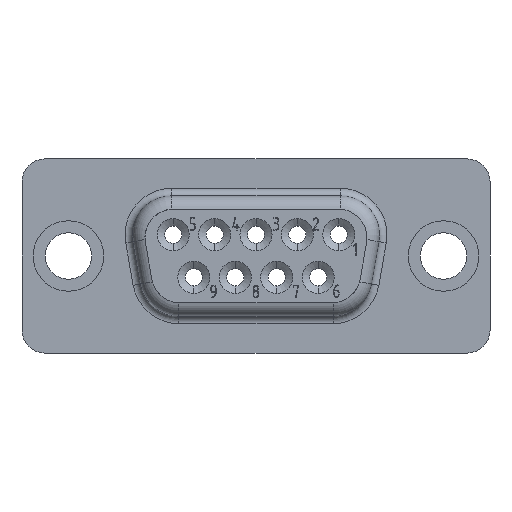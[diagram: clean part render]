
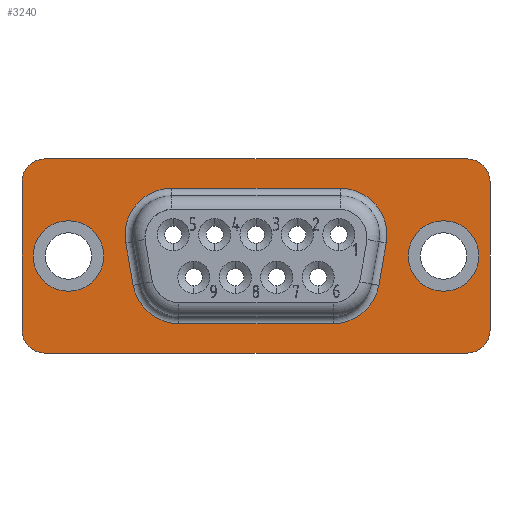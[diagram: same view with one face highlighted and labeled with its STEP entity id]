
A CAD part, front view. The second image highlights one B-rep face of the part: STEP entity #3240.
In plain terms, the highlighted face is planar.
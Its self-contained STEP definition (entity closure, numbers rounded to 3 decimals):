
#120=CARTESIAN_POINT('',(-215.936,202.387,0.66));
#130=VERTEX_POINT('',#120);
#160=CARTESIAN_POINT('',(-215.936,204.737,0.66));
#170=DIRECTION('',(0.,0.,1.));
#180=DIRECTION('',(0.,-1.,0.));
#190=AXIS2_PLACEMENT_3D('',#160,#170,#180);
#200=CIRCLE('',#190,2.35);
#210=CARTESIAN_POINT('',(-215.936,207.087,0.66));
#220=VERTEX_POINT('',#210);
#230=EDGE_CURVE('',#220,#130,#200,.T.);
#920=CARTESIAN_POINT('',(-209.471,206.332,0.66));
#930=VERTEX_POINT('',#920);
#1100=CARTESIAN_POINT('',(-209.471,178.142,0.66));
#1110=VERTEX_POINT('',#1100);
#1140=CARTESIAN_POINT('',(-209.471,175.246,0.66
));
#1150=DIRECTION('',(0.,-1.,0.));
#1160=VECTOR('',#1150,1.);
#1170=LINE('',#1140,#1160);
#1180=EDGE_CURVE('',#930,#1110,#1170,.T.);
#1350=CARTESIAN_POINT('',(-194.125,176.642,0.66
));
#1360=DIRECTION('',(-1.,0.,0.));
#1370=VECTOR('',#1360,1.);
#1380=LINE('',#1350,#1370);
#1390=CARTESIAN_POINT('',(-210.971,176.642,0.66));
#1400=VERTEX_POINT('',#1390);
#1410=CARTESIAN_POINT('',(-220.901,176.642,0.66));
#1420=VERTEX_POINT('',#1410);
#1430=EDGE_CURVE('',#1400,#1420,#1380,.T.);
#1770=CARTESIAN_POINT('',(-216.595,199.822,
0.66));
#1780=DIRECTION('',(0.,0.,1.));
#1790=DIRECTION('',(-1.,0.,0.));
#1800=AXIS2_PLACEMENT_3D('',#1770,#1780,#1790);
#1810=PLANE('',#1800);
#1820=CARTESIAN_POINT('',(-215.936,179.737,0.66));
#1830=DIRECTION('',(0.,0.,1.));
#1840=DIRECTION('',(0.,-1.,0.));
#1850=AXIS2_PLACEMENT_3D('',#1820,#1830,#1840);
#1860=CIRCLE('',#1850,2.35);
#1870=CARTESIAN_POINT('',(-215.936,177.387,0.66));
#1880=VERTEX_POINT('',#1870);
#1890=CARTESIAN_POINT('',(-215.936,182.087,0.66));
#1900=VERTEX_POINT('',#1890);
#1910=EDGE_CURVE('',#1880,#1900,#1860,.T.);
#1920=ORIENTED_EDGE('',*,*,#1910,.F.);
#1930=EDGE_CURVE('',#1900,#1880,#1860,.T.);
#1940=ORIENTED_EDGE('',*,*,#1930,.F.);
#1950=EDGE_LOOP('',(#1940,#1920));
#1960=FACE_BOUND('',#1950,.T.);
#1970=CARTESIAN_POINT('',(-214.526,186.607,0.66));
#1980=DIRECTION('',(0.,0.,1.));
#1990=DIRECTION('',(1.,0.,0.));
#2000=AXIS2_PLACEMENT_3D('',#1970,#1980,#1990);
#2010=CIRCLE('',#2000,3.1);
#2020=CARTESIAN_POINT('',(-215.064,183.554,
0.66));
#2030=VERTEX_POINT('',#2020);
#2040=CARTESIAN_POINT('',(-211.426,186.607,0.66));
#2050=VERTEX_POINT('',#2040);
#2060=EDGE_CURVE('',#2030,#2050,#2010,.T.);
#2070=ORIENTED_EDGE('',*,*,#2060,.F.);
#2080=CARTESIAN_POINT('',(-211.426,175.246,0.66
));
#2090=DIRECTION('',(0.,1.,0.));
#2100=VECTOR('',#2090,1.);
#2110=LINE('',#2080,#2100);
#2120=CARTESIAN_POINT('',(-211.426,197.867,0.66));
#2130=VERTEX_POINT('',#2120);
#2140=EDGE_CURVE('',#2050,#2130,#2110,.T.);
#2150=ORIENTED_EDGE('',*,*,#2140,.F.);
#2160=CARTESIAN_POINT('',(-214.526,197.867,0.66));
#2170=DIRECTION('',(0.,0.,1.));
#2180=DIRECTION('',(1.,0.,0.));
#2190=AXIS2_PLACEMENT_3D('',#2160,#2170,#2180);
#2200=CIRCLE('',#2190,3.1);
#2210=CARTESIAN_POINT('',(-215.064,200.92,
0.66));
#2220=VERTEX_POINT('',#2210);
#2230=EDGE_CURVE('',#2130,#2220,#2200,.T.);
#2240=ORIENTED_EDGE('',*,*,#2230,.F.);
#2250=CARTESIAN_POINT('',(-194.125,204.612,
0.66));
#2260=DIRECTION('',(0.985,0.174,0.));
#2270=VECTOR('',#2260,1.);
#2280=LINE('',#2250,#2270);
#2290=CARTESIAN_POINT('',(-217.884,200.423,
0.66));
#2300=VERTEX_POINT('',#2290);
#2310=EDGE_CURVE('',#2300,#2220,#2280,.T.);
#2320=ORIENTED_EDGE('',*,*,#2310,.T.);
#2330=CARTESIAN_POINT('',(-217.346,197.37,0.66
));
#2340=DIRECTION('',(0.,0.,-1.));
#2350=DIRECTION('',(-1.,0.,0.));
#2360=AXIS2_PLACEMENT_3D('',#2330,#2340,#2350);
#2370=CIRCLE('',#2360,3.1);
#2380=CARTESIAN_POINT('',(-220.446,197.37,0.66));
#2390=VERTEX_POINT('',#2380);
#2400=EDGE_CURVE('',#2390,#2300,#2370,.T.);
#2410=ORIENTED_EDGE('',*,*,#2400,.T.);
#2420=CARTESIAN_POINT('',(-220.446,175.246,0.66
));
#2430=DIRECTION('',(0.,-1.,0.));
#2440=VECTOR('',#2430,1.);
#2450=LINE('',#2420,#2440);
#2460=CARTESIAN_POINT('',(-220.446,187.105,0.66));
#2470=VERTEX_POINT('',#2460);
#2480=EDGE_CURVE('',#2390,#2470,#2450,.T.);
#2490=ORIENTED_EDGE('',*,*,#2480,.F.);
#2500=CARTESIAN_POINT('',(-217.346,187.105,0.66
));
#2510=DIRECTION('',(0.,0.,-1.));
#2520=DIRECTION('',(-1.,0.,0.));
#2530=AXIS2_PLACEMENT_3D('',#2500,#2510,#2520);
#2540=CIRCLE('',#2530,3.1);
#2550=CARTESIAN_POINT('',(-217.884,184.052,
0.66));
#2560=VERTEX_POINT('',#2550);
#2570=EDGE_CURVE('',#2560,#2470,#2540,.T.);
#2580=ORIENTED_EDGE('',*,*,#2570,.T.);
#2590=CARTESIAN_POINT('',(-194.125,179.862,
0.66));
#2600=DIRECTION('',(-0.985,0.174,0.));
#2610=VECTOR('',#2600,1.);
#2620=LINE('',#2590,#2610);
#2630=EDGE_CURVE('',#2030,#2560,#2620,.T.);
#2640=ORIENTED_EDGE('',*,*,#2630,.T.);
#2650=EDGE_LOOP('',(#2640,#2580,#2490,#2410,#2320,#2240,#2150,#2070));
#2660=FACE_BOUND('',#2650,.T.);
#2670=EDGE_CURVE('',#130,#220,#200,.T.);
#2680=ORIENTED_EDGE('',*,*,#2670,.F.);
#2690=ORIENTED_EDGE('',*,*,#230,.F.);
#2700=EDGE_LOOP('',(#2690,#2680));
#2710=FACE_BOUND('',#2700,.T.);
#2720=CARTESIAN_POINT('',(-220.901,206.332,0.66));
#2730=DIRECTION('',(0.,0.,1.));
#2740=DIRECTION('',(1.,0.,0.));
#2750=AXIS2_PLACEMENT_3D('',#2720,#2730,#2740);
#2760=CIRCLE('',#2750,1.5);
#2770=CARTESIAN_POINT('',(-220.901,207.832,0.66));
#2780=VERTEX_POINT('',#2770);
#2790=CARTESIAN_POINT('',(-222.401,206.332,0.66));
#2800=VERTEX_POINT('',#2790);
#2810=EDGE_CURVE('',#2780,#2800,#2760,.T.);
#2820=ORIENTED_EDGE('',*,*,#2810,.T.);
#2830=CARTESIAN_POINT('',(-194.125,207.832,0.66
));
#2840=DIRECTION('',(1.,0.,0.));
#2850=VECTOR('',#2840,1.);
#2860=LINE('',#2830,#2850);
#2870=CARTESIAN_POINT('',(-210.971,207.832,0.66));
#2880=VERTEX_POINT('',#2870);
#2890=EDGE_CURVE('',#2780,#2880,#2860,.T.);
#2900=ORIENTED_EDGE('',*,*,#2890,.F.);
#2910=CARTESIAN_POINT('',(-210.971,206.332,0.66));
#2920=DIRECTION('',(0.,0.,-1.));
#2930=DIRECTION('',(-1.,0.,0.));
#2940=AXIS2_PLACEMENT_3D('',#2910,#2920,#2930);
#2950=CIRCLE('',#2940,1.5);
#2960=EDGE_CURVE('',#2880,#930,#2950,.T.);
#2970=ORIENTED_EDGE('',*,*,#2960,.F.);
#2980=ORIENTED_EDGE('',*,*,#1180,.F.);
#2990=CARTESIAN_POINT('',(-210.971,178.142,0.66));
#3000=DIRECTION('',(0.,0.,1.));
#3010=DIRECTION('',(1.,0.,0.));
#3020=AXIS2_PLACEMENT_3D('',#2990,#3000,#3010);
#3030=CIRCLE('',#3020,1.5);
#3040=EDGE_CURVE('',#1400,#1110,#3030,.T.);
#3050=ORIENTED_EDGE('',*,*,#3040,.T.);
#3060=ORIENTED_EDGE('',*,*,#1430,.F.);
#3070=CARTESIAN_POINT('',(-220.901,178.142,0.66));
#3080=DIRECTION('',(0.,0.,-1.));
#3090=DIRECTION('',(-1.,0.,0.));
#3100=AXIS2_PLACEMENT_3D('',#3070,#3080,#3090);
#3110=CIRCLE('',#3100,1.5);
#3120=CARTESIAN_POINT('',(-222.401,178.142,0.66));
#3130=VERTEX_POINT('',#3120);
#3140=EDGE_CURVE('',#1420,#3130,#3110,.T.);
#3150=ORIENTED_EDGE('',*,*,#3140,.F.);
#3160=CARTESIAN_POINT('',(-222.401,175.246,0.66
));
#3170=DIRECTION('',(0.,-1.,0.));
#3180=VECTOR('',#3170,1.);
#3190=LINE('',#3160,#3180);
#3200=EDGE_CURVE('',#2800,#3130,#3190,.T.);
#3210=ORIENTED_EDGE('',*,*,#3200,.T.);
#3220=EDGE_LOOP('',(#3210,#3150,#3060,#3050,#2980,#2970,#2900,#2820));
#3230=FACE_OUTER_BOUND('',#3220,.T.);
#3240=ADVANCED_FACE('',(#1960,#2660,#2710,#3230),#1810,.T.);
